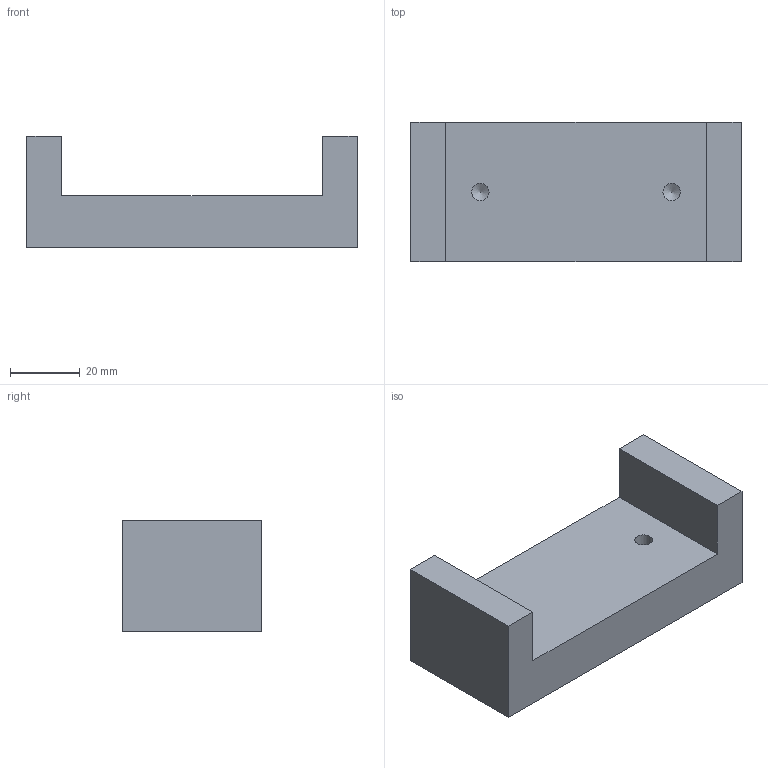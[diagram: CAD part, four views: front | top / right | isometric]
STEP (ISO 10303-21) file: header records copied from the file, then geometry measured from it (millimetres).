
FILE_DESCRIPTION(/* description */ ('Unknown'),/* implementation_level */ '2;1');
FILE_NAME(/* name */ 'flow0-17U-Basic',/* time_stamp */ '2017-07-10T13:15:54+02:00',/* author */ ('Unknown'),/* organization */ ('Unknown'),/* preprocessor_version */ 'ST-DEVELOPER v16.7',/* originating_system */ 'DEX',/* authorisation */ $);
FILE_SCHEMA (('TECHNICAL_DATA_PACKAGING','AUTOMOTIVE_DESIGN {1 0 10303 214 3 1 1}'));
Length unit declared in the file: millimetre
Products named in the file (1): flow0-17U-Basic
Bounding box: 95 x 40 x 32.1 mm (x, y, z)
Volume: 70075.7 mm3; surface area: 15658.7 mm2
Topology: 1 solids, 1 shells, 81 faces, 205 edges, 136 vertices
Faces by surface type: plane 57, bspline 14, cylinder 6, cone 4
Full cylindrical faces by diameter (mm): 3.242 x4, 5 x2
Entity records: 3604 total; most frequent: CARTESIAN_POINT 1241, ORIENTED_EDGE 366, DIRECTION 301, EDGE_CURVE 183, LINE 145, VECTOR 145, VERTEX_POINT 132, FACE_BOUND 109
